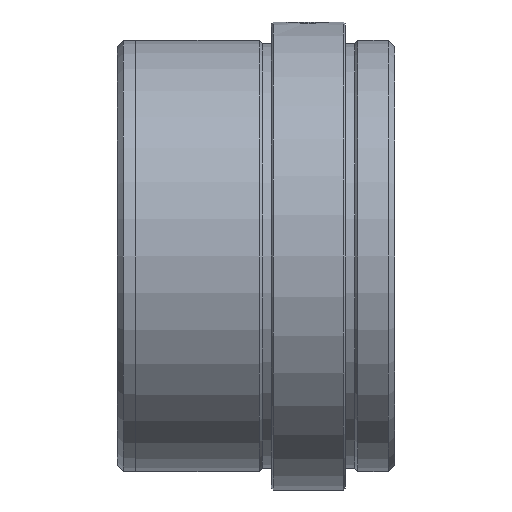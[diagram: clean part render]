
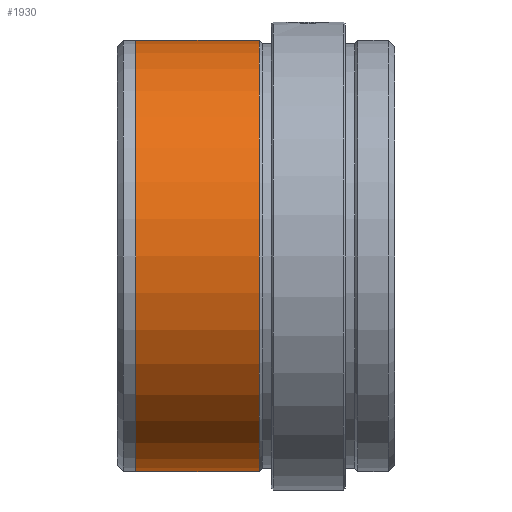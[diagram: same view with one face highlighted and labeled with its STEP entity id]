
A CAD part, left-side view. The second image highlights one B-rep face of the part: STEP entity #1930.
In plain terms, the highlighted cylindrical face has radius 35 mm (diameter 70 mm), a partial arc.
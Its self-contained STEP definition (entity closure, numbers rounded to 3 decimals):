
#57 = EDGE_LOOP ( 'NONE', ( #622, #374, #562, #223 ) ) ;
#128 = AXIS2_PLACEMENT_3D ( 'NONE', #831, #1006, #1481 ) ;
#171 = DIRECTION ( 'NONE',  ( 0., 0., -1. ) ) ;
#180 = LINE ( 'NONE', #612, #235 ) ;
#223 = ORIENTED_EDGE ( 'NONE', *, *, #1845, .F. ) ;
#235 = VECTOR ( 'NONE', #931, 1000. ) ;
#327 = EDGE_CURVE ( 'NONE', #1716, #1036, #180, .T. ) ;
#374 = ORIENTED_EDGE ( 'NONE', *, *, #1107, .T. ) ;
#423 = CARTESIAN_POINT ( 'NONE',  ( 0., 42., -35. ) ) ;
#562 = ORIENTED_EDGE ( 'NONE', *, *, #327, .T. ) ;
#596 = VERTEX_POINT ( 'NONE', #1935 ) ;
#611 = CYLINDRICAL_SURFACE ( 'NONE', #128, 35. ) ;
#612 = CARTESIAN_POINT ( 'NONE',  ( 0., 0., -35. ) ) ;
#622 = ORIENTED_EDGE ( 'NONE', *, *, #1539, .F. ) ;
#767 = CARTESIAN_POINT ( 'NONE',  ( 0., 0., 35. ) ) ;
#782 = CARTESIAN_POINT ( 'NONE',  ( 0., 42., 0. ) ) ;
#831 = CARTESIAN_POINT ( 'NONE',  ( 0., 0., 0. ) ) ;
#860 = CARTESIAN_POINT ( 'NONE',  ( 0., 22., 35. ) ) ;
#931 = DIRECTION ( 'NONE',  ( 0., -1., 0. ) ) ;
#945 = LINE ( 'NONE', #767, #1689 ) ;
#950 = DIRECTION ( 'NONE',  ( 0., 0., -1. ) ) ;
#1006 = DIRECTION ( 'NONE',  ( 0., -1., 0. ) ) ;
#1036 = VERTEX_POINT ( 'NONE', #1730 ) ;
#1107 = EDGE_CURVE ( 'NONE', #596, #1716, #2072, .T. ) ;
#1156 = DIRECTION ( 'NONE',  ( 0., -1., 0. ) ) ;
#1167 = AXIS2_PLACEMENT_3D ( 'NONE', #782, #1914, #950 ) ;
#1468 = FACE_OUTER_BOUND ( 'NONE', #57, .T. ) ;
#1481 = DIRECTION ( 'NONE',  ( 0., 0., -1. ) ) ;
#1539 = EDGE_CURVE ( 'NONE', #596, #2017, #945, .T. ) ;
#1571 = CIRCLE ( 'NONE', #1581, 35. ) ;
#1581 = AXIS2_PLACEMENT_3D ( 'NONE', #2106, #1156, #171 ) ;
#1689 = VECTOR ( 'NONE', #1731, 1000. ) ;
#1716 = VERTEX_POINT ( 'NONE', #423 ) ;
#1730 = CARTESIAN_POINT ( 'NONE',  ( 0., 22., -35. ) ) ;
#1731 = DIRECTION ( 'NONE',  ( 0., -1., 0. ) ) ;
#1845 = EDGE_CURVE ( 'NONE', #2017, #1036, #1571, .T. ) ;
#1914 = DIRECTION ( 'NONE',  ( 0., -1., 0. ) ) ;
#1930 = ADVANCED_FACE ( 'NONE', ( #1468 ), #611, .T. ) ;
#1935 = CARTESIAN_POINT ( 'NONE',  ( 0., 42., 35. ) ) ;
#2017 = VERTEX_POINT ( 'NONE', #860 ) ;
#2072 = CIRCLE ( 'NONE', #1167, 35. ) ;
#2106 = CARTESIAN_POINT ( 'NONE',  ( 0., 22., 0. ) ) ;
